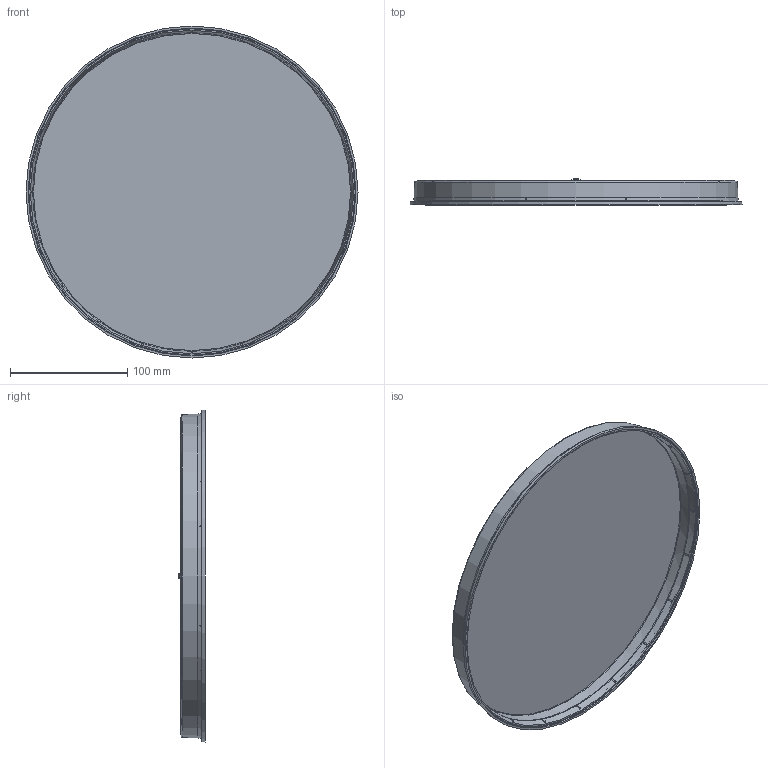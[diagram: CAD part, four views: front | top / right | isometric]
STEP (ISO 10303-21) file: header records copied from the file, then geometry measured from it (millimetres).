
FILE_DESCRIPTION(('STEP AP203'),'1');
FILE_NAME('170313_X71050_3D_LLH300_PLAN_COMMERCIAL.stp','2021-04-07T08:31:50',(' '),(' '),'Spatial InterOp 3D',' ',' ');
FILE_SCHEMA(('CONFIG_CONTROL_DESIGN'));
Length unit declared in the file: millimetre
Products named in the file (1): 170313_X71050_3D_LLH300_PLAN_COMMERCIAL
Bounding box: 283.7 x 22.26 x 283.7 mm (x, y, z)
Volume: 240782.2 mm3; surface area: 155670.8 mm2
Topology: 1 solids, 1 shells, 161 faces, 439 edges, 285 vertices
Faces by surface type: plane 86, torus 45, cylinder 20, cone 8, bspline 1, sphere 1
Entity records: 5446 total; most frequent: CARTESIAN_POINT 1603, ORIENTED_EDGE 838, DIRECTION 720, EDGE_CURVE 419, AXIS2_PLACEMENT_3D 300, VERTEX_POINT 279, EDGE_LOOP 180, FACE_OUTER_BOUND 167
